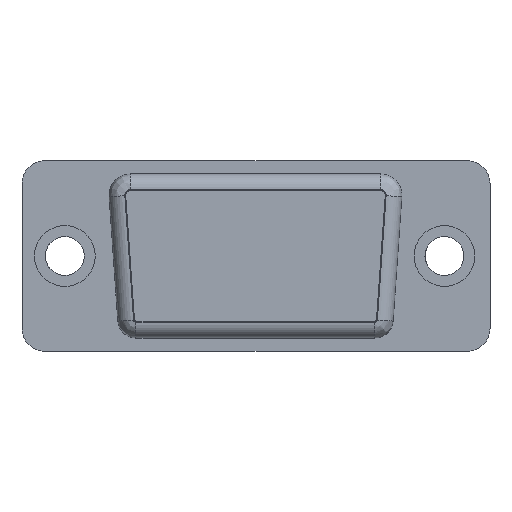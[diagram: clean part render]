
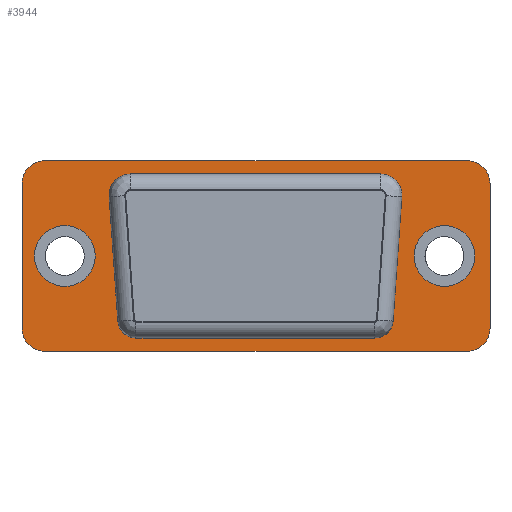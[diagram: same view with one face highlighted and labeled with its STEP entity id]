
A CAD part, front view. The second image highlights one B-rep face of the part: STEP entity #3944.
In plain terms, the highlighted planar face has unit normal (0, -1, 0).
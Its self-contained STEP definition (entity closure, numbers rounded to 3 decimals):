
#183=CARTESIAN_POINT('',(15.405,0.,4.775));
#184=VERTEX_POINT('',#183);
#191=CARTESIAN_POINT('',(15.405,0.,-4.775));
#192=VERTEX_POINT('',#191);
#193=CARTESIAN_POINT('',(15.405,0.,-4.775));
#194=DIRECTION('',(0.,0.,1.));
#195=VECTOR('',#194,9.55);
#196=LINE('',#193,#195);
#197=EDGE_CURVE('',#192,#184,#196,.T.);
#223=CARTESIAN_POINT('',(13.905,0.,6.275));
#224=VERTEX_POINT('',#223);
#231=CARTESIAN_POINT('',(13.905,0.,4.775));
#232=DIRECTION('',(1.,0.,0.));
#233=DIRECTION('',(-0.,-1.,0.));
#234=AXIS2_PLACEMENT_3D('',#231,#233,#232);
#235=CIRCLE('',#234,1.5);
#236=EDGE_CURVE('',#184,#224,#235,.T.);
#254=CARTESIAN_POINT('',(-13.905,0.,6.275));
#255=VERTEX_POINT('',#254);
#262=CARTESIAN_POINT('',(13.905,0.,6.275));
#263=DIRECTION('',(-1.,0.,0.));
#264=VECTOR('',#263,27.81);
#265=LINE('',#262,#264);
#266=EDGE_CURVE('',#224,#255,#265,.T.);
#287=CARTESIAN_POINT('',(-15.405,0.,4.775));
#288=VERTEX_POINT('',#287);
#295=CARTESIAN_POINT('',(-13.905,0.,4.775));
#296=DIRECTION('',(0.,0.,1.));
#297=DIRECTION('',(0.,-1.,-0.));
#298=AXIS2_PLACEMENT_3D('',#295,#297,#296);
#299=CIRCLE('',#298,1.5);
#300=EDGE_CURVE('',#255,#288,#299,.T.);
#318=CARTESIAN_POINT('',(-15.405,0.,-4.775));
#319=VERTEX_POINT('',#318);
#326=CARTESIAN_POINT('',(-15.405,0.,4.775));
#327=DIRECTION('',(0.,0.,-1.));
#328=VECTOR('',#327,9.55);
#329=LINE('',#326,#328);
#330=EDGE_CURVE('',#288,#319,#329,.T.);
#351=CARTESIAN_POINT('',(-13.905,0.,-6.275));
#352=VERTEX_POINT('',#351);
#359=CARTESIAN_POINT('',(-13.905,0.,-4.775));
#360=DIRECTION('',(-1.,0.,0.));
#361=DIRECTION('',(0.,-1.,0.));
#362=AXIS2_PLACEMENT_3D('',#359,#361,#360);
#363=CIRCLE('',#362,1.5);
#364=EDGE_CURVE('',#319,#352,#363,.T.);
#374=CARTESIAN_POINT('',(13.905,0.,-6.275));
#375=VERTEX_POINT('',#374);
#376=CARTESIAN_POINT('',(-13.905,0.,-6.275));
#377=DIRECTION('',(1.,0.,0.));
#378=VECTOR('',#377,27.81);
#379=LINE('',#376,#378);
#380=EDGE_CURVE('',#352,#375,#379,.T.);
#414=CARTESIAN_POINT('',(13.905,0.,-4.775));
#415=DIRECTION('',(0.,0.,-1.));
#416=DIRECTION('',(0.,-1.,0.));
#417=AXIS2_PLACEMENT_3D('',#414,#416,#415);
#418=CIRCLE('',#417,1.5);
#419=EDGE_CURVE('',#375,#192,#418,.T.);
#431=CARTESIAN_POINT('',(8.208,0.,5.4));
#432=VERTEX_POINT('',#431);
#439=CARTESIAN_POINT('',(-8.278,0.,5.4));
#440=VERTEX_POINT('',#439);
#441=CARTESIAN_POINT('',(-8.278,0.,5.4));
#442=DIRECTION('',(1.,0.,0.));
#443=VECTOR('',#442,16.487);
#444=LINE('',#441,#443);
#445=EDGE_CURVE('',#440,#432,#444,.T.);
#471=CARTESIAN_POINT('',(9.605,0.,3.902));
#472=VERTEX_POINT('',#471);
#479=CARTESIAN_POINT('',(8.208,0.,4.));
#480=DIRECTION('',(0.,0.,1.));
#481=DIRECTION('',(0.,1.,0.));
#482=AXIS2_PLACEMENT_3D('',#479,#481,#480);
#483=CIRCLE('',#482,1.4);
#484=EDGE_CURVE('',#432,#472,#483,.T.);
#504=CARTESIAN_POINT('',(9.029,0.,-4.284));
#505=VERTEX_POINT('',#504);
#512=CARTESIAN_POINT('',(9.605,0.,3.902));
#513=DIRECTION('',(-0.07,0.,-0.998));
#514=VECTOR('',#513,8.206);
#515=LINE('',#512,#514);
#516=EDGE_CURVE('',#472,#505,#515,.T.);
#535=CARTESIAN_POINT('',(7.832,0.,-5.4));
#536=VERTEX_POINT('',#535);
#543=CARTESIAN_POINT('',(7.832,0.,-4.2));
#544=DIRECTION('',(0.998,0.,-0.07));
#545=DIRECTION('',(0.,1.,0.));
#546=AXIS2_PLACEMENT_3D('',#543,#545,#544);
#547=CIRCLE('',#546,1.2);
#548=EDGE_CURVE('',#505,#536,#547,.T.);
#568=CARTESIAN_POINT('',(-7.902,0.,-5.4));
#569=VERTEX_POINT('',#568);
#576=CARTESIAN_POINT('',(7.832,0.,-5.4));
#577=DIRECTION('',(-1.,0.,0.));
#578=VECTOR('',#577,15.734);
#579=LINE('',#576,#578);
#580=EDGE_CURVE('',#536,#569,#579,.T.);
#599=CARTESIAN_POINT('',(-9.099,0.,-4.284));
#600=VERTEX_POINT('',#599);
#607=CARTESIAN_POINT('',(-7.902,0.,-4.2));
#608=DIRECTION('',(0.,0.,-1.));
#609=DIRECTION('',(0.,1.,-0.));
#610=AXIS2_PLACEMENT_3D('',#607,#609,#608);
#611=CIRCLE('',#610,1.2);
#612=EDGE_CURVE('',#569,#600,#611,.T.);
#632=CARTESIAN_POINT('',(-9.675,0.,3.902));
#633=VERTEX_POINT('',#632);
#640=CARTESIAN_POINT('',(-9.099,0.,-4.284));
#641=DIRECTION('',(-0.07,0.,0.998));
#642=VECTOR('',#641,8.206);
#643=LINE('',#640,#642);
#644=EDGE_CURVE('',#600,#633,#643,.T.);
#662=CARTESIAN_POINT('',(-8.278,0.,4.));
#663=DIRECTION('',(-0.998,0.,-0.07));
#664=DIRECTION('',(-0.,1.,0.));
#665=AXIS2_PLACEMENT_3D('',#662,#664,#663);
#666=CIRCLE('',#665,1.4);
#667=EDGE_CURVE('',#633,#440,#666,.T.);
#3879=CARTESIAN_POINT('',(0.,0.,0.));
#3880=DIRECTION('',(0.,0.,1.));
#3881=DIRECTION('',(0.,-1.,0.));
#3882=AXIS2_PLACEMENT_3D('',#3879,#3881,#3880);
#3883=PLANE('',#3882);
#3884=ORIENTED_EDGE('',*,*,#197,.T.);
#3885=ORIENTED_EDGE('',*,*,#236,.T.);
#3886=ORIENTED_EDGE('',*,*,#266,.T.);
#3887=ORIENTED_EDGE('',*,*,#300,.T.);
#3888=ORIENTED_EDGE('',*,*,#330,.T.);
#3889=ORIENTED_EDGE('',*,*,#364,.T.);
#3890=ORIENTED_EDGE('',*,*,#380,.T.);
#3891=ORIENTED_EDGE('',*,*,#419,.T.);
#3892=EDGE_LOOP('',(#3884,#3885,#3886,#3887,#3888,#3889,#3890,#3891));
#3893=FACE_OUTER_BOUND('',#3892,.T.);
#3894=ORIENTED_EDGE('',*,*,#445,.T.);
#3895=ORIENTED_EDGE('',*,*,#484,.T.);
#3896=ORIENTED_EDGE('',*,*,#516,.T.);
#3897=ORIENTED_EDGE('',*,*,#548,.T.);
#3898=ORIENTED_EDGE('',*,*,#580,.T.);
#3899=ORIENTED_EDGE('',*,*,#612,.T.);
#3900=ORIENTED_EDGE('',*,*,#644,.T.);
#3901=ORIENTED_EDGE('',*,*,#667,.T.);
#3902=EDGE_LOOP('',(#3894,#3895,#3896,#3897,#3898,#3899,#3900,#3901));
#3903=FACE_BOUND('',#3902,.T.);
#3904=CARTESIAN_POINT('',(-14.585,0.,0.));
#3905=VERTEX_POINT('',#3904);
#3906=CARTESIAN_POINT('',(-10.585,0.,0.));
#3907=VERTEX_POINT('',#3906);
#3908=CARTESIAN_POINT('',(-12.585,0.,0.));
#3909=DIRECTION('',(-1.,0.,0.));
#3910=DIRECTION('',(0.,-1.,0.));
#3911=AXIS2_PLACEMENT_3D('',#3908,#3910,#3909);
#3912=CIRCLE('',#3911,2.);
#3913=EDGE_CURVE('',#3905,#3907,#3912,.T.);
#3914=ORIENTED_EDGE('',*,*,#3913,.F.);
#3915=CARTESIAN_POINT('',(-12.585,0.,0.));
#3916=DIRECTION('',(1.,0.,0.));
#3917=DIRECTION('',(0.,-1.,0.));
#3918=AXIS2_PLACEMENT_3D('',#3915,#3917,#3916);
#3919=CIRCLE('',#3918,2.);
#3920=EDGE_CURVE('',#3907,#3905,#3919,.T.);
#3921=ORIENTED_EDGE('',*,*,#3920,.F.);
#3922=EDGE_LOOP('',(#3914,#3921));
#3923=FACE_BOUND('',#3922,.T.);
#3924=CARTESIAN_POINT('',(10.405,0.,0.));
#3925=VERTEX_POINT('',#3924);
#3926=CARTESIAN_POINT('',(14.405,0.,0.));
#3927=VERTEX_POINT('',#3926);
#3928=CARTESIAN_POINT('',(12.405,0.,0.));
#3929=DIRECTION('',(-1.,0.,0.));
#3930=DIRECTION('',(0.,-1.,0.));
#3931=AXIS2_PLACEMENT_3D('',#3928,#3930,#3929);
#3932=CIRCLE('',#3931,2.);
#3933=EDGE_CURVE('',#3925,#3927,#3932,.T.);
#3934=ORIENTED_EDGE('',*,*,#3933,.F.);
#3935=CARTESIAN_POINT('',(12.405,0.,0.));
#3936=DIRECTION('',(1.,0.,0.));
#3937=DIRECTION('',(0.,-1.,0.));
#3938=AXIS2_PLACEMENT_3D('',#3935,#3937,#3936);
#3939=CIRCLE('',#3938,2.);
#3940=EDGE_CURVE('',#3927,#3925,#3939,.T.);
#3941=ORIENTED_EDGE('',*,*,#3940,.F.);
#3942=EDGE_LOOP('',(#3934,#3941));
#3943=FACE_BOUND('',#3942,.T.);
#3944=ADVANCED_FACE('',(#3893,#3903,#3923,#3943),#3883,.T.);
